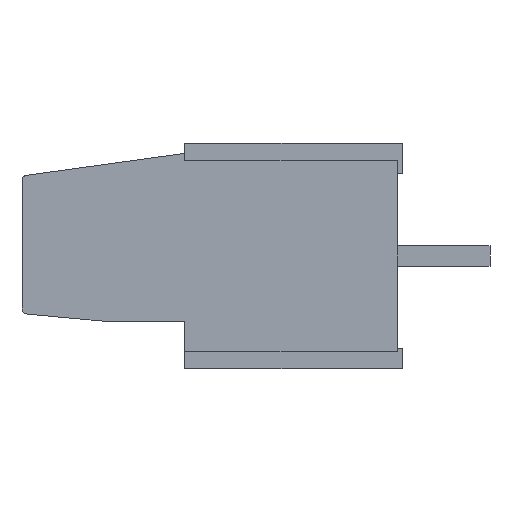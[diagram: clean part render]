
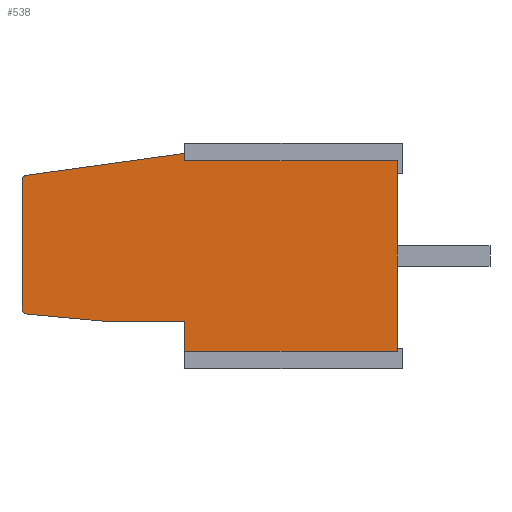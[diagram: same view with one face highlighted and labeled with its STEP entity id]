
A CAD part, left-side view. The second image highlights one B-rep face of the part: STEP entity #538.
In plain terms, the highlighted planar face has unit normal (-1, 0, 0).
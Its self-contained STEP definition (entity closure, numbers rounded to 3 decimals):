
#538=ADVANCED_FACE('',(#1570),#1571,.F.);
#912=EDGE_CURVE('',#2152,#2153,#2154,.T.);
#914=EDGE_CURVE('',#2156,#2153,#2157,.T.);
#916=EDGE_CURVE('',#2159,#2156,#2160,.T.);
#918=EDGE_CURVE('',#2159,#2162,#2163,.T.);
#920=EDGE_CURVE('',#2165,#2162,#2166,.T.);
#922=EDGE_CURVE('',#2165,#2168,#2169,.T.);
#924=EDGE_CURVE('',#2171,#2168,#2172,.T.);
#926=EDGE_CURVE('',#2174,#2171,#2175,.T.);
#928=EDGE_CURVE('',#2177,#2174,#2178,.T.);
#930=EDGE_CURVE('',#2180,#2177,#2181,.T.);
#932=EDGE_CURVE('',#2180,#2152,#2183,.T.);
#1570=FACE_OUTER_BOUND('',#2989,.T.);
#1571=PLANE('',#2990);
#2152=VERTEX_POINT('',#3716);
#2153=VERTEX_POINT('',#3717);
#2154=LINE('',#3718,#3719);
#2156=VERTEX_POINT('',#3722);
#2157=LINE('',#3723,#3724);
#2159=VERTEX_POINT('',#3727);
#2160=LINE('',#3728,#3729);
#2162=VERTEX_POINT('',#3732);
#2163=CIRCLE('',#3733,0.2);
#2165=VERTEX_POINT('',#3736);
#2166=LINE('',#3737,#3738);
#2168=VERTEX_POINT('',#3741);
#2169=CIRCLE('',#3742,0.2);
#2171=VERTEX_POINT('',#3745);
#2172=LINE('',#3746,#3747);
#2174=VERTEX_POINT('',#3750);
#2175=LINE('',#3751,#3752);
#2177=VERTEX_POINT('',#3755);
#2178=LINE('',#3756,#3757);
#2180=VERTEX_POINT('',#3760);
#2181=LINE('',#3761,#3762);
#2183=LINE('',#3765,#3766);
#2989=EDGE_LOOP('',(#5260,#5261,#5262,#5263,#5264,#5265,#5266,#5267,#5268,#5269,#5270));
#2990=AXIS2_PLACEMENT_3D('',#5271,#5272,#5273);
#3716=CARTESIAN_POINT('',(-7.62,0.2,-0.7));
#3717=CARTESIAN_POINT('',(-7.62,8.7,-0.7));
#3718=CARTESIAN_POINT('',(-7.62,0.2,-0.7));
#3719=VECTOR('',#6578,8.5);
#3722=CARTESIAN_POINT('',(-7.62,8.7,-0.4));
#3723=CARTESIAN_POINT('',(-7.62,8.7,-0.4));
#3724=VECTOR('',#6579,0.3);
#3727=CARTESIAN_POINT('',(-7.62,15.027,-1.276));
#3728=CARTESIAN_POINT('',(-7.62,15.027,-1.276));
#3729=VECTOR('',#6580,6.388);
#3732=CARTESIAN_POINT('',(-7.62,15.2,-1.474));
#3733=AXIS2_PLACEMENT_3D('',#6581,#6582,#6583);
#3736=CARTESIAN_POINT('',(-7.62,15.2,-6.618));
#3737=CARTESIAN_POINT('',(-7.62,15.2,-6.618));
#3738=VECTOR('',#6584,5.144);
#3741=CARTESIAN_POINT('',(-7.62,15.019,-6.817));
#3742=AXIS2_PLACEMENT_3D('',#6585,#6586,#6587);
#3745=CARTESIAN_POINT('',(-7.62,12.0,-7.1));
#3746=CARTESIAN_POINT('',(-7.62,12.0,-7.1));
#3747=VECTOR('',#6588,3.032);
#3750=CARTESIAN_POINT('',(-7.62,8.7,-7.1));
#3751=CARTESIAN_POINT('',(-7.62,8.7,-7.1));
#3752=VECTOR('',#6589,3.3);
#3755=CARTESIAN_POINT('',(-7.62,8.7,-8.3));
#3756=CARTESIAN_POINT('',(-7.62,8.7,-8.3));
#3757=VECTOR('',#6590,1.2);
#3760=CARTESIAN_POINT('',(-7.62,0.2,-8.3));
#3761=CARTESIAN_POINT('',(-7.62,0.2,-8.3));
#3762=VECTOR('',#6591,8.5);
#3765=CARTESIAN_POINT('',(-7.62,0.2,-8.3));
#3766=VECTOR('',#6592,7.6);
#5260=ORIENTED_EDGE('',*,*,#912,.T.);
#5261=ORIENTED_EDGE('',*,*,#914,.F.);
#5262=ORIENTED_EDGE('',*,*,#916,.F.);
#5263=ORIENTED_EDGE('',*,*,#918,.T.);
#5264=ORIENTED_EDGE('',*,*,#920,.F.);
#5265=ORIENTED_EDGE('',*,*,#922,.T.);
#5266=ORIENTED_EDGE('',*,*,#924,.F.);
#5267=ORIENTED_EDGE('',*,*,#926,.F.);
#5268=ORIENTED_EDGE('',*,*,#928,.F.);
#5269=ORIENTED_EDGE('',*,*,#930,.F.);
#5270=ORIENTED_EDGE('',*,*,#932,.T.);
#5271=CARTESIAN_POINT('',(-7.62,0.0,0.0));
#5272=DIRECTION('',(1.0,0.0,0.0));
#5273=DIRECTION('',(0.0,1.0,-0.0));
#6578=DIRECTION('',(0.0,1.0,0.0));
#6579=DIRECTION('',(0.0,0.0,-1.0));
#6580=DIRECTION('',(0.0,-0.991,0.137));
#6581=CARTESIAN_POINT('',(-7.62,15.0,-1.474));
#6582=DIRECTION('',(-1.0,0.0,0.0));
#6583=DIRECTION('',(0.0,0.137,0.991));
#6584=DIRECTION('',(0.0,0.0,1.0));
#6585=CARTESIAN_POINT('',(-7.62,15.0,-6.618));
#6586=DIRECTION('',(-1.0,0.0,0.0));
#6587=DIRECTION('',(0.0,1.0,0.0));
#6588=DIRECTION('',(0.0,0.996,0.093));
#6589=DIRECTION('',(0.0,1.0,0.0));
#6590=DIRECTION('',(0.0,0.0,1.0));
#6591=DIRECTION('',(0.0,1.0,0.0));
#6592=DIRECTION('',(0.0,0.0,1.0));
